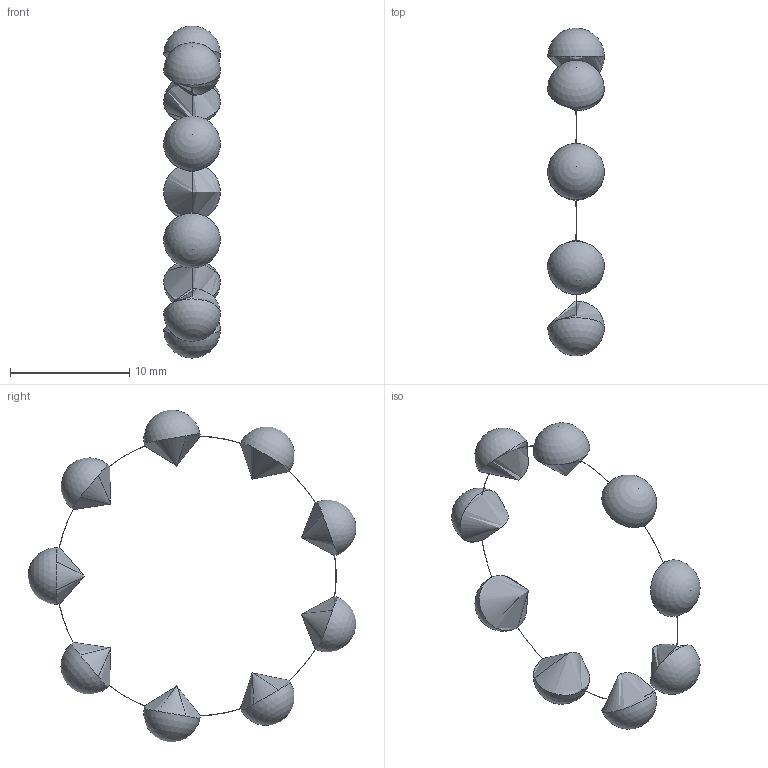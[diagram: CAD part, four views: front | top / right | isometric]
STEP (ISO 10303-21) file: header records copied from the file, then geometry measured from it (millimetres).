
FILE_DESCRIPTION (( 'STEP AP203' ), '1' );
FILE_NAME ('skf_bearing_6002-2rsh_2_05_Default_sldprt.STEP', '2025-04-30T19:13:22', ( '' ), ( '' ), 'SwSTEP 2.0', 'SolidWorks 2024', '' );
FILE_SCHEMA (( 'CONFIG_CONTROL_DESIGN' ));
Length unit declared in the file: millimetre
Products named in the file (1): skf_bearing_6002-2rsh_2_05_Default_sldprt
Bounding box: 4.76 x 27.54 x 27.9 mm (x, y, z)
Volume: 508.9 mm3; surface area: 643.1 mm2
Topology: 1 solids, 1 shells, 36 faces, 117 edges, 81 vertices
Faces by surface type: torus 18, sphere 18
Entity records: 1165 total; most frequent: CARTESIAN_POINT 343, DIRECTION 146, ORIENTED_EDGE 144, AXIS2_PLACEMENT_3D 73, EDGE_CURVE 72, VERTEX_POINT 54, EDGE_LOOP 54, B_SPLINE_CURVE_WITH_KNOTS 36
